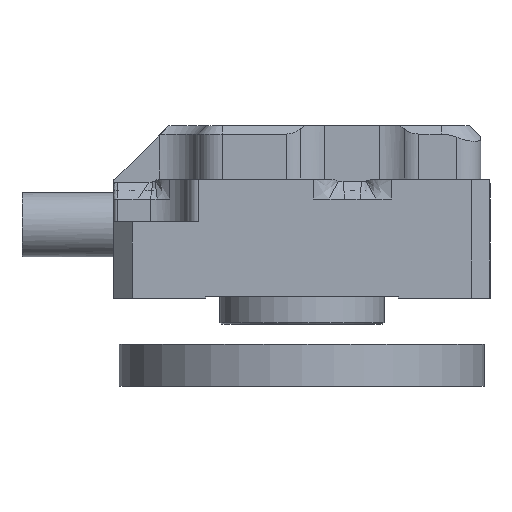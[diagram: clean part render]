
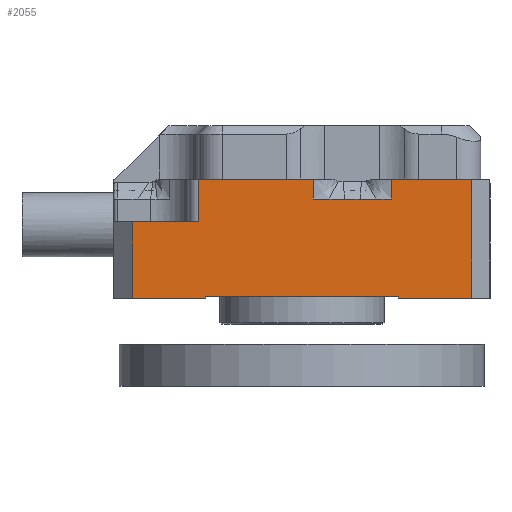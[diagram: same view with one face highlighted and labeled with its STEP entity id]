
A CAD part, left-side view. The second image highlights one B-rep face of the part: STEP entity #2055.
In plain terms, the highlighted planar face has unit normal (-1, 0, 0).
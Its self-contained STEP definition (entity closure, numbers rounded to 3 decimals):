
#2055=ADVANCED_FACE('',(#5361),#3885,.T.);
#3885=PLANE('',#36185);
#5361=FACE_OUTER_BOUND('',#7233,.T.);
#7233=EDGE_LOOP('',(#12904,#12905,#12906,#12907,#12908,#12909,#12910,#12911,
#12912,#12913,#12914,#12915,#12916,#12917,#12918,#12919,#12920,#12921));
#12904=ORIENTED_EDGE('',*,*,#25553,.T.);
#12905=ORIENTED_EDGE('',*,*,#25554,.T.);
#12906=ORIENTED_EDGE('',*,*,#25555,.F.);
#12907=ORIENTED_EDGE('',*,*,#25556,.F.);
#12908=ORIENTED_EDGE('',*,*,#25557,.F.);
#12909=ORIENTED_EDGE('',*,*,#25558,.F.);
#12910=ORIENTED_EDGE('',*,*,#25559,.F.);
#12911=ORIENTED_EDGE('',*,*,#25439,.T.);
#12912=ORIENTED_EDGE('',*,*,#25560,.T.);
#12913=ORIENTED_EDGE('',*,*,#25561,.F.);
#12914=ORIENTED_EDGE('',*,*,#25562,.T.);
#12915=ORIENTED_EDGE('',*,*,#25524,.T.);
#12916=ORIENTED_EDGE('',*,*,#25503,.T.);
#12917=ORIENTED_EDGE('',*,*,#25563,.F.);
#12918=ORIENTED_EDGE('',*,*,#25564,.F.);
#12919=ORIENTED_EDGE('',*,*,#25565,.T.);
#12920=ORIENTED_EDGE('',*,*,#25566,.T.);
#12921=ORIENTED_EDGE('',*,*,#25490,.T.);
#21640=VERTEX_POINT('',#48255);
#21641=VERTEX_POINT('',#48257);
#21685=VERTEX_POINT('',#48363);
#21686=VERTEX_POINT('',#48365);
#21693=VERTEX_POINT('',#48384);
#21696=VERTEX_POINT('',#48389);
#21712=VERTEX_POINT('',#48435);
#21737=VERTEX_POINT('',#48499);
#21738=VERTEX_POINT('',#48501);
#21739=VERTEX_POINT('',#48503);
#21740=VERTEX_POINT('',#48505);
#21741=VERTEX_POINT('',#48507);
#21742=VERTEX_POINT('',#48509);
#21743=VERTEX_POINT('',#48512);
#21744=VERTEX_POINT('',#48514);
#21745=VERTEX_POINT('',#48517);
#21746=VERTEX_POINT('',#48519);
#21747=VERTEX_POINT('',#48521);
#25439=EDGE_CURVE('',#21641,#21640,#30386,.T.);
#25490=EDGE_CURVE('',#21686,#21685,#30423,.T.);
#25503=EDGE_CURVE('',#21693,#21696,#30433,.T.);
#25524=EDGE_CURVE('',#21712,#21693,#30447,.T.);
#25553=EDGE_CURVE('',#21685,#21737,#30466,.T.);
#25554=EDGE_CURVE('',#21737,#21738,#30467,.T.);
#25555=EDGE_CURVE('',#21739,#21738,#30468,.T.);
#25556=EDGE_CURVE('',#21740,#21739,#30469,.T.);
#25557=EDGE_CURVE('',#21741,#21740,#30470,.T.);
#25558=EDGE_CURVE('',#21742,#21741,#30471,.T.);
#25559=EDGE_CURVE('',#21641,#21742,#30472,.T.);
#25560=EDGE_CURVE('',#21640,#21743,#30473,.T.);
#25561=EDGE_CURVE('',#21744,#21743,#30474,.T.);
#25562=EDGE_CURVE('',#21744,#21712,#30475,.T.);
#25563=EDGE_CURVE('',#21745,#21696,#30476,.T.);
#25564=EDGE_CURVE('',#21746,#21745,#30477,.T.);
#25565=EDGE_CURVE('',#21746,#21747,#30478,.T.);
#25566=EDGE_CURVE('',#21747,#21686,#30479,.T.);
#30386=LINE('',#48256,#33389);
#30423=LINE('',#48364,#33426);
#30433=LINE('',#48390,#33436);
#30447=LINE('',#48434,#33450);
#30466=LINE('',#48498,#33469);
#30467=LINE('',#48500,#33470);
#30468=LINE('',#48502,#33471);
#30469=LINE('',#48504,#33472);
#30470=LINE('',#48506,#33473);
#30471=LINE('',#48508,#33474);
#30472=LINE('',#48510,#33475);
#30473=LINE('',#48511,#33476);
#30474=LINE('',#48513,#33477);
#30475=LINE('',#48515,#33478);
#30476=LINE('',#48516,#33479);
#30477=LINE('',#48518,#33480);
#30478=LINE('',#48520,#33481);
#30479=LINE('',#48522,#33482);
#33389=VECTOR('',#40031,1.);
#33426=VECTOR('',#40102,1.);
#33436=VECTOR('',#40122,1.);
#33450=VECTOR('',#40166,1.);
#33469=VECTOR('',#40207,1.);
#33470=VECTOR('',#40208,1.);
#33471=VECTOR('',#40209,1.);
#33472=VECTOR('',#40210,1.);
#33473=VECTOR('',#40211,1.);
#33474=VECTOR('',#40212,1.);
#33475=VECTOR('',#40213,1.);
#33476=VECTOR('',#40214,1.);
#33477=VECTOR('',#40215,1.);
#33478=VECTOR('',#40216,1.);
#33479=VECTOR('',#40217,1.);
#33480=VECTOR('',#40218,1.);
#33481=VECTOR('',#40219,1.);
#33482=VECTOR('',#40220,1.);
#36185=AXIS2_PLACEMENT_3D('',#48523,#40221,#40222);
#40031=DIRECTION('',(0.,1.,0.));
#40102=DIRECTION('',(0.,1.,0.));
#40122=DIRECTION('',(0.,0.,1.));
#40166=DIRECTION('',(0.,-1.,0.));
#40207=DIRECTION('',(0.,0.,-1.));
#40208=DIRECTION('',(0.,1.,0.));
#40209=DIRECTION('',(0.,-1.,0.));
#40210=DIRECTION('',(0.,-1.,0.));
#40211=DIRECTION('',(0.,-1.,0.));
#40212=DIRECTION('',(0.,-1.,0.));
#40213=DIRECTION('',(0.,0.,-1.));
#40214=DIRECTION('',(0.,0.,-1.));
#40215=DIRECTION('',(0.,-1.,0.));
#40216=DIRECTION('',(0.,0.,-1.));
#40217=DIRECTION('',(0.,1.,0.));
#40218=DIRECTION('',(0.,0.,1.));
#40219=DIRECTION('',(0.,-1.,0.));
#40220=DIRECTION('',(0.,0.,1.));
#40221=DIRECTION('',(-1.,0.,0.));
#40222=DIRECTION('',(0.,0.,1.));
#48255=CARTESIAN_POINT('',(0.,15.9,56.45));
#48256=CARTESIAN_POINT('',(0.,10.25,56.45));
#48257=CARTESIAN_POINT('',(0.,9.625,56.45));
#48363=CARTESIAN_POINT('',(0.,5.375,56.45));
#48364=CARTESIAN_POINT('',(0.,10.25,56.45));
#48365=CARTESIAN_POINT('',(0.,1.,56.45));
#48384=CARTESIAN_POINT('',(0.,15.5,50.));
#48389=CARTESIAN_POINT('',(0.,15.5,50.1));
#48390=CARTESIAN_POINT('',(0.,15.5,50.1));
#48434=CARTESIAN_POINT('',(0.,10.25,50.));
#48435=CARTESIAN_POINT('',(0.,19.5,50.));
#48498=CARTESIAN_POINT('',(0.,5.375,55.4));
#48499=CARTESIAN_POINT('',(0.,5.375,55.4));
#48500=CARTESIAN_POINT('',(0.,5.375,55.4));
#48501=CARTESIAN_POINT('',(0.,6.225,55.4));
#48502=CARTESIAN_POINT('',(0.,9.625,55.4));
#48503=CARTESIAN_POINT('',(0.,7.075,55.4));
#48504=CARTESIAN_POINT('',(0.,9.625,55.4));
#48505=CARTESIAN_POINT('',(0.,7.925,55.4));
#48506=CARTESIAN_POINT('',(0.,9.625,55.4));
#48507=CARTESIAN_POINT('',(0.,8.775,55.4));
#48508=CARTESIAN_POINT('',(0.,9.625,55.4));
#48509=CARTESIAN_POINT('',(0.,9.625,55.4));
#48510=CARTESIAN_POINT('',(0.,9.625,55.4));
#48511=CARTESIAN_POINT('',(0.,15.9,54.15));
#48512=CARTESIAN_POINT('',(0.,15.9,54.15));
#48513=CARTESIAN_POINT('',(0.,20.5,54.15));
#48514=CARTESIAN_POINT('',(0.,19.5,54.15));
#48515=CARTESIAN_POINT('',(0.,19.5,50.));
#48516=CARTESIAN_POINT('',(0.,5.,50.1));
#48517=CARTESIAN_POINT('',(0.,5.,50.1));
#48518=CARTESIAN_POINT('',(0.,5.,50.1));
#48519=CARTESIAN_POINT('',(0.,5.,50.));
#48520=CARTESIAN_POINT('',(0.,10.25,50.));
#48521=CARTESIAN_POINT('',(0.,1.,50.));
#48522=CARTESIAN_POINT('',(0.,1.,50.));
#48523=CARTESIAN_POINT('',(0.,10.25,50.));
